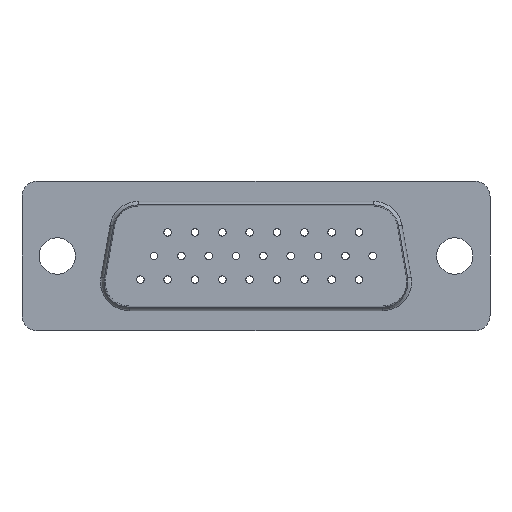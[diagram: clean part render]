
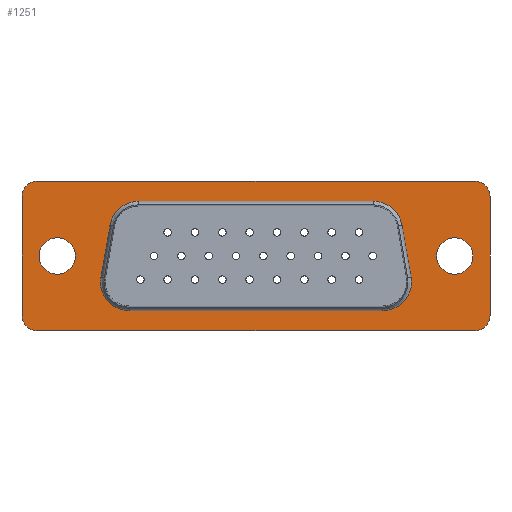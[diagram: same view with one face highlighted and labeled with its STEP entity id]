
A CAD part, front view. The second image highlights one B-rep face of the part: STEP entity #1251.
In plain terms, the highlighted planar face has unit normal (0, -1, 0).
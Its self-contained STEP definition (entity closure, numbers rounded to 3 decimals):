
#172=PLANE('',#10972);
#323=FACE_BOUND('',#2083,.T.);
#324=FACE_BOUND('',#2084,.T.);
#325=FACE_BOUND('',#2085,.T.);
#326=FACE_BOUND('',#2086,.T.);
#1251=ADVANCED_FACE('',(#323,#324,#325,#326),#172,.T.);
#2083=EDGE_LOOP('',(#4041,#4042));
#2084=EDGE_LOOP('',(#4043,#4044));
#2085=EDGE_LOOP('',(#4045,#4046,#4047,#4048,#4049,#4050,#4051,#4052,#4053));
#2086=EDGE_LOOP('',(#4054,#4055,#4056,#4057,#4058,#4059,#4060,#4061));
#2574=CIRCLE('',#10806,1.525);
#2576=CIRCLE('',#10808,1.525);
#2578=CIRCLE('',#10810,1.525);
#2580=CIRCLE('',#10812,1.525);
#2644=CIRCLE('',#10940,2.4);
#2646=CIRCLE('',#10944,2.4);
#2648=CIRCLE('',#10948,2.4);
#2650=CIRCLE('',#10952,2.4);
#2651=CIRCLE('',#10953,2.4);
#2654=CIRCLE('',#10957,1.3);
#2656=CIRCLE('',#10961,1.3);
#2658=CIRCLE('',#10965,1.3);
#2660=CIRCLE('',#10968,1.3);
#4041=ORIENTED_EDGE('',*,*,#5689,.T.);
#4042=ORIENTED_EDGE('',*,*,#5685,.T.);
#4043=ORIENTED_EDGE('',*,*,#5695,.T.);
#4044=ORIENTED_EDGE('',*,*,#5691,.T.);
#4045=ORIENTED_EDGE('',*,*,#5917,.F.);
#4046=ORIENTED_EDGE('',*,*,#5916,.F.);
#4047=ORIENTED_EDGE('',*,*,#5914,.F.);
#4048=ORIENTED_EDGE('',*,*,#5911,.F.);
#4049=ORIENTED_EDGE('',*,*,#5909,.F.);
#4050=ORIENTED_EDGE('',*,*,#5906,.F.);
#4051=ORIENTED_EDGE('',*,*,#5904,.F.);
#4052=ORIENTED_EDGE('',*,*,#5901,.F.);
#4053=ORIENTED_EDGE('',*,*,#5899,.F.);
#4054=ORIENTED_EDGE('',*,*,#5948,.T.);
#4055=ORIENTED_EDGE('',*,*,#5938,.T.);
#4056=ORIENTED_EDGE('',*,*,#5934,.T.);
#4057=ORIENTED_EDGE('',*,*,#5930,.T.);
#4058=ORIENTED_EDGE('',*,*,#5926,.T.);
#4059=ORIENTED_EDGE('',*,*,#5920,.T.);
#4060=ORIENTED_EDGE('',*,*,#5950,.T.);
#4061=ORIENTED_EDGE('',*,*,#5942,.T.);
#4921=VERTEX_POINT('',#15360);
#4922=VERTEX_POINT('',#15361);
#4925=VERTEX_POINT('',#15376);
#4926=VERTEX_POINT('',#15377);
#5058=VERTEX_POINT('',#16137);
#5059=VERTEX_POINT('',#16139);
#5060=VERTEX_POINT('',#16143);
#5061=VERTEX_POINT('',#16148);
#5062=VERTEX_POINT('',#16152);
#5063=VERTEX_POINT('',#16157);
#5064=VERTEX_POINT('',#16161);
#5065=VERTEX_POINT('',#16166);
#5066=VERTEX_POINT('',#16170);
#5068=VERTEX_POINT('',#16177);
#5069=VERTEX_POINT('',#16178);
#5074=VERTEX_POINT('',#16190);
#5077=VERTEX_POINT('',#16198);
#5080=VERTEX_POINT('',#16206);
#5083=VERTEX_POINT('',#16214);
#5086=VERTEX_POINT('',#16222);
#5087=VERTEX_POINT('',#16223);
#5685=EDGE_CURVE('',#4921,#4922,#2574,.T.);
#5689=EDGE_CURVE('',#4922,#4921,#2576,.T.);
#5691=EDGE_CURVE('',#4925,#4926,#2578,.T.);
#5695=EDGE_CURVE('',#4926,#4925,#2580,.T.);
#5899=EDGE_CURVE('',#5058,#5059,#7354,.T.);
#5901=EDGE_CURVE('',#5059,#5060,#2644,.T.);
#5904=EDGE_CURVE('',#5060,#5061,#7357,.T.);
#5906=EDGE_CURVE('',#5061,#5062,#2646,.T.);
#5909=EDGE_CURVE('',#5062,#5063,#7360,.T.);
#5911=EDGE_CURVE('',#5063,#5064,#2648,.T.);
#5914=EDGE_CURVE('',#5064,#5065,#7363,.T.);
#5916=EDGE_CURVE('',#5065,#5066,#2650,.T.);
#5917=EDGE_CURVE('',#5066,#5058,#2651,.T.);
#5920=EDGE_CURVE('',#5068,#5069,#2654,.T.);
#5926=EDGE_CURVE('',#5074,#5068,#7369,.T.);
#5930=EDGE_CURVE('',#5077,#5074,#2656,.T.);
#5934=EDGE_CURVE('',#5080,#5077,#7375,.T.);
#5938=EDGE_CURVE('',#5083,#5080,#2658,.T.);
#5942=EDGE_CURVE('',#5086,#5087,#2660,.T.);
#5948=EDGE_CURVE('',#5087,#5083,#7385,.T.);
#5950=EDGE_CURVE('',#5069,#5086,#7387,.T.);
#7354=LINE('',#16138,#8010);
#7357=LINE('',#16147,#8013);
#7360=LINE('',#16156,#8016);
#7363=LINE('',#16165,#8019);
#7369=LINE('',#16189,#8025);
#7375=LINE('',#16205,#8031);
#7385=LINE('',#16234,#8041);
#7387=LINE('',#16237,#8043);
#8010=VECTOR('',#12823,1.);
#8013=VECTOR('',#12834,1.);
#8016=VECTOR('',#12845,1.);
#8019=VECTOR('',#12856,1.);
#8025=VECTOR('',#12880,1.);
#8031=VECTOR('',#12894,1.);
#8041=VECTOR('',#12918,1.);
#8043=VECTOR('',#12922,1.);
#10806=AXIS2_PLACEMENT_3D('',#15359,#12401,#12402);
#10808=AXIS2_PLACEMENT_3D('',#15370,#12408,#12409);
#10810=AXIS2_PLACEMENT_3D('',#15375,#12413,#12414);
#10812=AXIS2_PLACEMENT_3D('',#15386,#12420,#12421);
#10940=AXIS2_PLACEMENT_3D('',#16142,#12827,#12828);
#10944=AXIS2_PLACEMENT_3D('',#16151,#12838,#12839);
#10948=AXIS2_PLACEMENT_3D('',#16160,#12849,#12850);
#10952=AXIS2_PLACEMENT_3D('',#16169,#12860,#12861);
#10953=AXIS2_PLACEMENT_3D('',#16171,#12862,#12863);
#10957=AXIS2_PLACEMENT_3D('',#16176,#12870,#12871);
#10961=AXIS2_PLACEMENT_3D('',#16197,#12886,#12887);
#10965=AXIS2_PLACEMENT_3D('',#16213,#12900,#12901);
#10968=AXIS2_PLACEMENT_3D('',#16221,#12908,#12909);
#10972=AXIS2_PLACEMENT_3D('',#16238,#12923,#12924);
#12401=DIRECTION('',(0.,1.,0.));
#12402=DIRECTION('',(-1.,0.,0.));
#12408=DIRECTION('',(0.,1.,0.));
#12409=DIRECTION('',(1.,0.,0.));
#12413=DIRECTION('',(0.,1.,0.));
#12414=DIRECTION('',(-1.,0.,0.));
#12420=DIRECTION('',(0.,1.,0.));
#12421=DIRECTION('',(1.,0.,0.));
#12823=DIRECTION('',(1.,0.,0.));
#12827=DIRECTION('',(0.,-1.,0.));
#12828=DIRECTION('',(0.,0.,-1.));
#12834=DIRECTION('',(-0.174,0.,0.985));
#12838=DIRECTION('',(0.,-1.,0.));
#12839=DIRECTION('',(0.985,0.,0.174));
#12845=DIRECTION('',(-1.,0.,0.));
#12849=DIRECTION('',(0.,-1.,0.));
#12850=DIRECTION('',(0.,0.,1.));
#12856=DIRECTION('',(-0.174,0.,-0.985));
#12860=DIRECTION('',(0.,-1.,0.));
#12861=DIRECTION('',(-0.985,0.,0.174));
#12862=DIRECTION('',(0.,-1.,0.));
#12863=DIRECTION('',(-1.,0.,0.));
#12870=DIRECTION('',(0.,-1.,0.));
#12871=DIRECTION('',(-1.,0.,0.));
#12880=DIRECTION('',(0.,0.,-1.));
#12886=DIRECTION('',(0.,-1.,0.));
#12887=DIRECTION('',(0.,0.,1.));
#12894=DIRECTION('',(-1.,0.,0.));
#12900=DIRECTION('',(0.,-1.,0.));
#12901=DIRECTION('',(1.,0.,0.));
#12908=DIRECTION('',(0.,-1.,0.));
#12909=DIRECTION('',(0.,0.,-1.));
#12918=DIRECTION('',(0.,0.,1.));
#12922=DIRECTION('',(1.,0.,0.));
#12923=DIRECTION('',(0.,-1.,0.));
#12924=DIRECTION('',(1.,0.,0.));
#15359=CARTESIAN_POINT('',(-16.65,-1.,0.));
#15360=CARTESIAN_POINT('',(-18.175,-1.,0.));
#15361=CARTESIAN_POINT('',(-15.125,-1.,0.));
#15370=CARTESIAN_POINT('',(-16.65,-1.,0.));
#15375=CARTESIAN_POINT('',(16.65,-1.,0.));
#15376=CARTESIAN_POINT('',(15.125,-1.,0.));
#15377=CARTESIAN_POINT('',(18.175,-1.,0.));
#15386=CARTESIAN_POINT('',(16.65,-1.,0.));
#16137=CARTESIAN_POINT('',(-10.625,-1.,-4.58));
#16138=CARTESIAN_POINT('',(-10.625,-1.,-4.58));
#16139=CARTESIAN_POINT('',(10.625,-1.,-4.58));
#16142=CARTESIAN_POINT('',(10.625,-1.,-2.18));
#16143=CARTESIAN_POINT('',(12.989,-1.,-1.763));
#16147=CARTESIAN_POINT('',(12.989,-1.,-1.763));
#16148=CARTESIAN_POINT('',(12.22,-1.,2.597));
#16151=CARTESIAN_POINT('',(9.856,-1.,2.18));
#16152=CARTESIAN_POINT('',(9.856,-1.,4.58));
#16156=CARTESIAN_POINT('',(9.856,-1.,4.58));
#16157=CARTESIAN_POINT('',(-9.856,-1.,4.58));
#16160=CARTESIAN_POINT('',(-9.856,-1.,2.18));
#16161=CARTESIAN_POINT('',(-12.22,-1.,2.597));
#16165=CARTESIAN_POINT('',(-12.22,-1.,2.597));
#16166=CARTESIAN_POINT('',(-12.989,-1.,-1.763));
#16169=CARTESIAN_POINT('',(-10.625,-1.,-2.18));
#16170=CARTESIAN_POINT('',(-13.025,-1.,-2.18));
#16171=CARTESIAN_POINT('',(-10.625,-1.,-2.18));
#16176=CARTESIAN_POINT('',(-18.3,-1.,-4.975));
#16177=CARTESIAN_POINT('',(-19.6,-1.,-4.975));
#16178=CARTESIAN_POINT('',(-18.3,-1.,-6.275));
#16189=CARTESIAN_POINT('',(-19.6,-1.,4.975));
#16190=CARTESIAN_POINT('',(-19.6,-1.,4.975));
#16197=CARTESIAN_POINT('',(-18.3,-1.,4.975));
#16198=CARTESIAN_POINT('',(-18.3,-1.,6.275));
#16205=CARTESIAN_POINT('',(18.3,-1.,6.275));
#16206=CARTESIAN_POINT('',(18.3,-1.,6.275));
#16213=CARTESIAN_POINT('',(18.3,-1.,4.975));
#16214=CARTESIAN_POINT('',(19.6,-1.,4.975));
#16221=CARTESIAN_POINT('',(18.3,-1.,-4.975));
#16222=CARTESIAN_POINT('',(18.3,-1.,-6.275));
#16223=CARTESIAN_POINT('',(19.6,-1.,-4.975));
#16234=CARTESIAN_POINT('',(19.6,-1.,-4.975));
#16237=CARTESIAN_POINT('',(-18.3,-1.,-6.275));
#16238=CARTESIAN_POINT('',(-21.56,-1.,-6.903));
